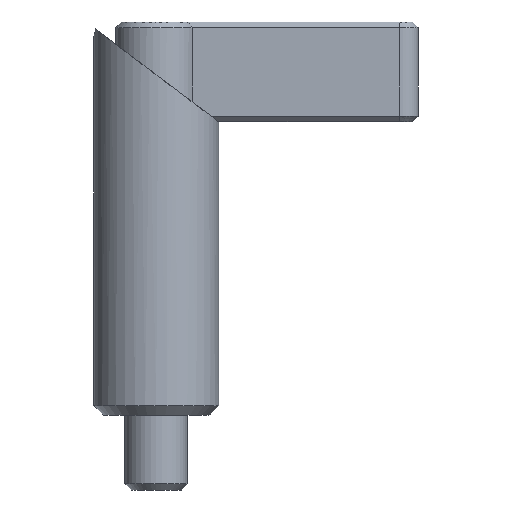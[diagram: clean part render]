
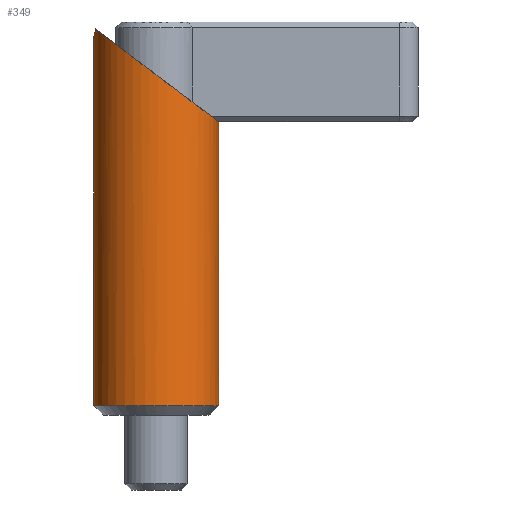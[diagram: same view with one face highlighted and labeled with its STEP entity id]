
A CAD part, front view. The second image highlights one B-rep face of the part: STEP entity #349.
In plain terms, the highlighted cylindrical face has radius 5 mm (diameter 10 mm), a partial arc.
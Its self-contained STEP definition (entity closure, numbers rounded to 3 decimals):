
#199=VERTEX_POINT('',#525);
#207=VERTEX_POINT('',#533);
#229=EDGE_CURVE('',#207,#199,#557,.T.);
#239=VERTEX_POINT('',#567);
#271=EDGE_CURVE('',#419,#431,#604,.T.);
#293=EDGE_CURVE('',#431,#239,#629,.T.);
#349=ADVANCED_FACE('',(#693),#694,.T.);
#375=EDGE_CURVE('',#239,#207,#723,.T.);
#395=EDGE_CURVE('',#199,#419,#746,.T.);
#419=VERTEX_POINT('',#775);
#431=VERTEX_POINT('',#788);
#525=CARTESIAN_POINT('',(5.0,0.,23.5));
#533=CARTESIAN_POINT('',(5.0,0.0,0.767));
#557=LINE('',#945,#946);
#567=CARTESIAN_POINT('',(-5.0,0.,0.767));
#604=B_SPLINE_CURVE_WITH_KNOTS('',3,(#1006,#1007,#1008,#1009,#1010,#1011,#1012,#1013,#1014,#1015,#1016,#1017,#1018,#1019,#1020,#1021,#1022,#1023),.UNSPECIFIED.,.F.,.F.,(4,2,2,2,2,2,2,2,4),(3.784,4.257,4.73,5.203,5.676,6.149,6.622,7.095,7.568),.UNSPECIFIED.);
#629=LINE('',#1059,#1060);
#693=FACE_OUTER_BOUND('',#1141,.T.);
#694=CYLINDRICAL_SURFACE('',#1142,5.0);
#723=CIRCLE('',#1176,5.0);
#746=ELLIPSE('',#1206,6.261,5.0);
#775=CARTESIAN_POINT('',(-4.873,-1.118,30.94));
#788=CARTESIAN_POINT('',(-5.0,0.,30.25));
#945=CARTESIAN_POINT('',(5.0,0.,15.75));
#946=VECTOR('',#1398,1.0);
#1006=CARTESIAN_POINT('',(-4.841,-1.25,31.5));
#1007=CARTESIAN_POINT('',(-4.841,-1.25,31.342));
#1008=CARTESIAN_POINT('',(-4.85,-1.218,31.175));
#1009=CARTESIAN_POINT('',(-4.88,-1.091,30.867));
#1010=CARTESIAN_POINT('',(-4.901,-0.994,30.727));
#1011=CARTESIAN_POINT('',(-4.941,-0.773,30.506));
#1012=CARTESIAN_POINT('',(-4.962,-0.633,30.409));
#1013=CARTESIAN_POINT('',(-4.992,-0.325,30.282));
#1014=CARTESIAN_POINT('',(-5.0,-0.158,30.25));
#1015=CARTESIAN_POINT('',(-5.0,0.158,30.25));
#1016=CARTESIAN_POINT('',(-4.992,0.325,30.282));
#1017=CARTESIAN_POINT('',(-4.962,0.633,30.409));
#1018=CARTESIAN_POINT('',(-4.941,0.773,30.506));
#1019=CARTESIAN_POINT('',(-4.901,0.994,30.727));
#1020=CARTESIAN_POINT('',(-4.88,1.091,30.867));
#1021=CARTESIAN_POINT('',(-4.85,1.218,31.175));
#1022=CARTESIAN_POINT('',(-4.841,1.25,31.342));
#1023=CARTESIAN_POINT('',(-4.841,1.25,31.5));
#1059=CARTESIAN_POINT('',(-5.0,0.,15.75));
#1060=VECTOR('',#1484,1.0);
#1141=EDGE_LOOP('',(#1567,#1568,#1569,#1570,#1571));
#1142=AXIS2_PLACEMENT_3D('',#1572,#1573,#1574);
#1176=AXIS2_PLACEMENT_3D('',#1601,#1602,#1603);
#1206=AXIS2_PLACEMENT_3D('',#1632,#1633,#1634);
#1398=DIRECTION('',(0.0,0.0,1.0));
#1484=DIRECTION('',(-0.0,-0.0,-1.0));
#1567=ORIENTED_EDGE('',*,*,#229,.T.);
#1568=ORIENTED_EDGE('',*,*,#395,.T.);
#1569=ORIENTED_EDGE('',*,*,#271,.T.);
#1570=ORIENTED_EDGE('',*,*,#293,.T.);
#1571=ORIENTED_EDGE('',*,*,#375,.T.);
#1572=CARTESIAN_POINT('',(0.0,0.0,15.75));
#1573=DIRECTION('',(-0.0,-0.0,-1.0));
#1574=DIRECTION('',(1.0,0.0,0.0));
#1601=CARTESIAN_POINT('',(0.0,0.0,0.767));
#1602=DIRECTION('',(0.0,0.0,1.0));
#1603=DIRECTION('',(1.0,0.0,0.0));
#1632=CARTESIAN_POINT('',(0.0,0.0,27.268));
#1633=DIRECTION('',(-0.602,0.0,-0.799));
#1634=DIRECTION('',(0.799,0.0,-0.602));
